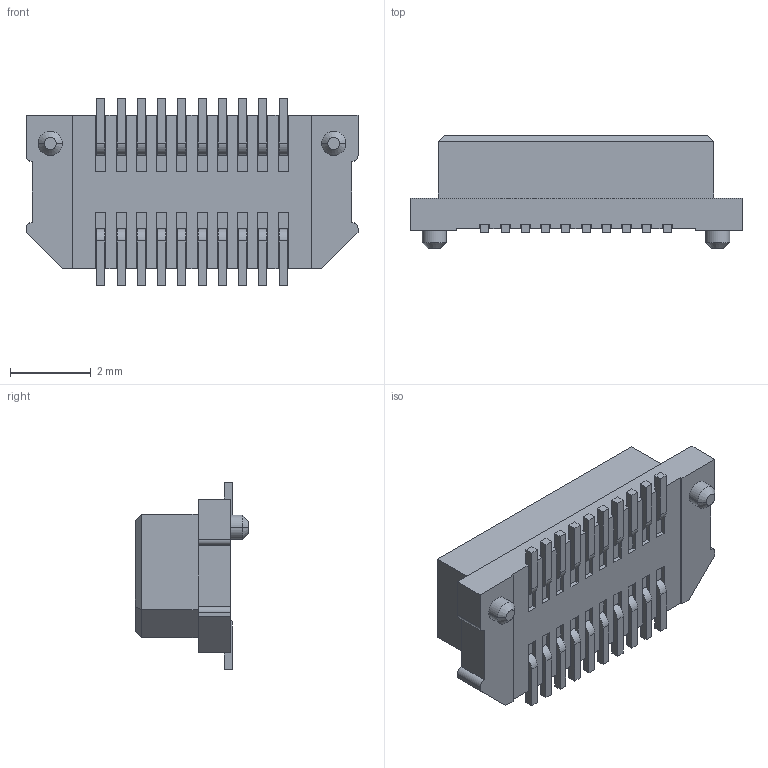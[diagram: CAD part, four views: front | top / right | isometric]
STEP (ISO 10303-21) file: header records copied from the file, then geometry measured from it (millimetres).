
FILE_DESCRIPTION((''),'2;1');
FILE_NAME('FBB05017-M_ASM','2026-01-27T17:37:35',('gongchengVV'),(''),'CREO PARAMETRIC BY PTC INC, 2020033','CREO PARAMETRIC BY PTC INC, 2020033','');
FILE_SCHEMA(('CONFIG_CONTROL_DESIGN'));
Length unit declared in the file: millimetre
Products named in the file (1): FBB05017-M_ASM
Bounding box: 8.2 x 2.8 x 4.62 mm (x, y, z)
Volume: 37 mm3; surface area: 180.2 mm2
Topology: 1 solids, 1 shells, 476 faces, 1554 edges, 1004 vertices
Faces by surface type: plane 444, cylinder 28, cone 4
Entity records: 16808 total; most frequent: ORIENTED_EDGE 3108, CARTESIAN_POINT 3034, DIRECTION 2566, EDGE_CURVE 1554, VECTOR 1494, LINE 1494, VERTEX_POINT 1004, AXIS2_PLACEMENT_3D 536
